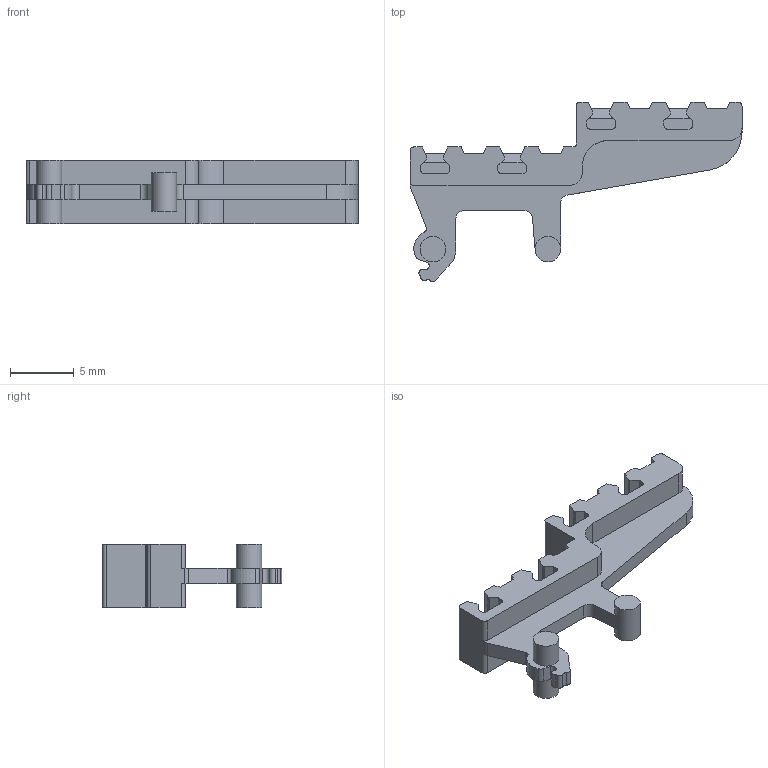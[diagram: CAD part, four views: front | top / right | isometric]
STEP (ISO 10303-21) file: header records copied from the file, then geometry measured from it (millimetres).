
FILE_DESCRIPTION(/* description */ (''),/* implementation_level */ '2;1');
FILE_NAME(/* name */ '3745_ZBA1_iso.stp',/* time_stamp */ '2011-08-05T08:27:49+02:00',/* author */ (''),/* organization */ (''),/* preprocessor_version */ 'ST-DEVELOPER v11',/* originating_system */ 'SIEMENS UGS NX 6.0',/* authorisation */ '');
FILE_SCHEMA (('CONFIG_CONTROL_DESIGN'));
Length unit declared in the file: millimetre
Products named in the file (1): 3745_ZBA1_iso
Bounding box: 26 x 14.05 x 5 mm (x, y, z)
Volume: 371.1 mm3; surface area: 861.3 mm2
Topology: 1 solids, 1 shells, 178 faces, 521 edges, 347 vertices
Faces by surface type: plane 131, cylinder 47
Full cylindrical faces by diameter (mm): 2 x3
Entity records: 5931 total; most frequent: CARTESIAN_POINT 1044, ORIENTED_EDGE 1032, DIRECTION 969, EDGE_CURVE 516, LINE 419, VECTOR 419, VERTEX_POINT 346, AXIS2_PLACEMENT_3D 275
